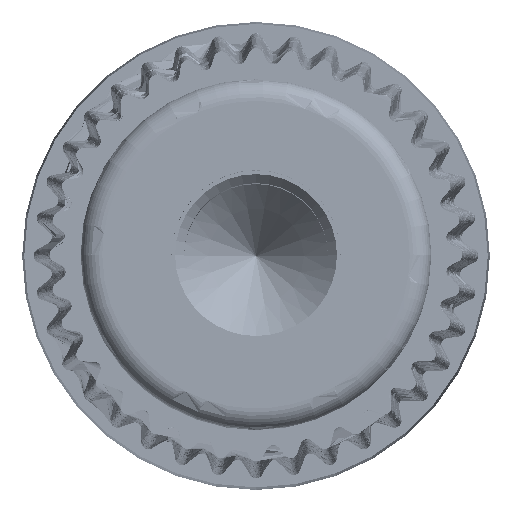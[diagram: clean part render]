
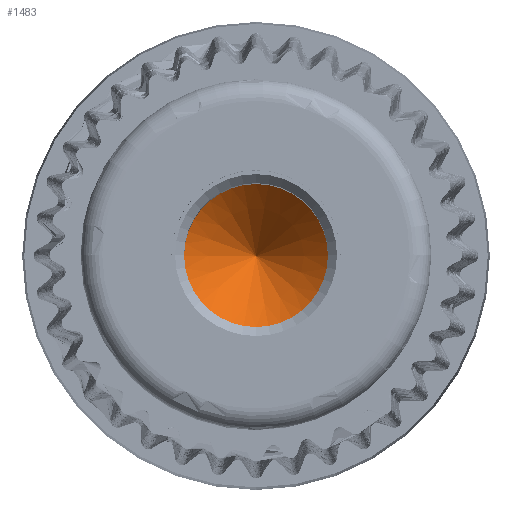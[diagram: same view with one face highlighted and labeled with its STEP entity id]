
A CAD part, top view. The second image highlights one B-rep face of the part: STEP entity #1483.
In plain terms, the highlighted conical face has half-angle 45 degrees and reference radius 2 mm.
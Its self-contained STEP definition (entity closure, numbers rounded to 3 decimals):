
#250=CIRCLE('',#1744,2.);
#329=CONICAL_SURFACE('',#1745,2.,0.785);
#365=FACE_OUTER_BOUND('',#474,.T.);
#474=EDGE_LOOP('',(#1161,#1162,#1163));
#587=LINE('',#7928,#648);
#648=VECTOR('',#2065,2.);
#763=VERTEX_POINT('',#7923);
#764=VERTEX_POINT('',#7927);
#912=EDGE_CURVE('',#763,#763,#250,.T.);
#914=EDGE_CURVE('',#764,#763,#587,.T.);
#1161=ORIENTED_EDGE('',*,*,#914,.T.);
#1162=ORIENTED_EDGE('',*,*,#912,.T.);
#1163=ORIENTED_EDGE('',*,*,#914,.F.);
#1483=ADVANCED_FACE('',(#365),#329,.F.);
#1744=AXIS2_PLACEMENT_3D('',#7924,#2060,#2061);
#1745=AXIS2_PLACEMENT_3D('',#7926,#2063,#2064);
#2060=DIRECTION('center_axis',(0.,0.,1.));
#2061=DIRECTION('ref_axis',(1.,0.,0.));
#2063=DIRECTION('center_axis',(0.,0.,1.));
#2064=DIRECTION('ref_axis',(1.,0.,0.));
#2065=DIRECTION('',(-0.707,0.,0.707));
#7923=CARTESIAN_POINT('',(-2.,0.,-14.8));
#7924=CARTESIAN_POINT('Origin',(0.,0.,-14.8));
#7926=CARTESIAN_POINT('Origin',(0.,0.,-14.8));
#7927=CARTESIAN_POINT('',(0.,0.,-16.8));
#7928=CARTESIAN_POINT('',(-2.,0.,-14.8));
